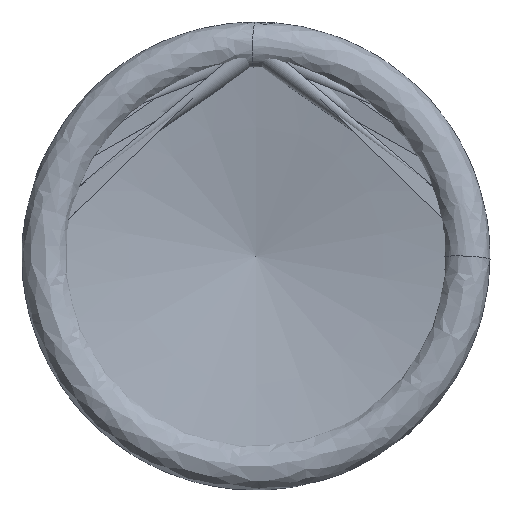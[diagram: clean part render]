
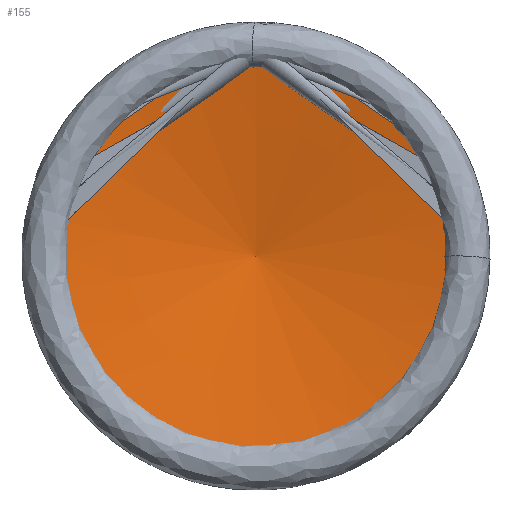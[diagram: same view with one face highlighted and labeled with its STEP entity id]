
A CAD part, left-side view. The second image highlights one B-rep face of the part: STEP entity #155.
In plain terms, the highlighted conical face has half-angle 80 degrees and reference radius 41.335 mm.
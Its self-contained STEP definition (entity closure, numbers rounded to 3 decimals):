
#47=VERTEX_LOOP('',#243);
#50=CONICAL_SURFACE('',#289,41.335,80.);
#155=ADVANCED_FACE('',(#178,#179),#50,.F.);
#178=FACE_BOUND('',#203,.T.);
#179=FACE_BOUND('',#47,.T.);
#203=EDGE_LOOP('',(#227));
#227=ORIENTED_EDGE('',*,*,#255,.T.);
#242=VERTEX_POINT('',#446);
#243=VERTEX_POINT('',#447);
#255=EDGE_CURVE('',#242,#242,#267,.T.);
#267=CIRCLE('',#288,41.335);
#288=AXIS2_PLACEMENT_3D('',#445,#330,#331);
#289=AXIS2_PLACEMENT_3D('',#448,#332,#333);
#330=DIRECTION('',(-1.,0.,0.));
#331=DIRECTION('',(0.,0.,1.));
#332=DIRECTION('',(-1.,0.,0.));
#333=DIRECTION('',(0.,0.,1.));
#445=CARTESIAN_POINT('',(3.,0.,0.));
#446=CARTESIAN_POINT('',(3.,0.,41.335));
#447=CARTESIAN_POINT('',(10.288,0.,0.));
#448=CARTESIAN_POINT('',(3.,0.,0.));
